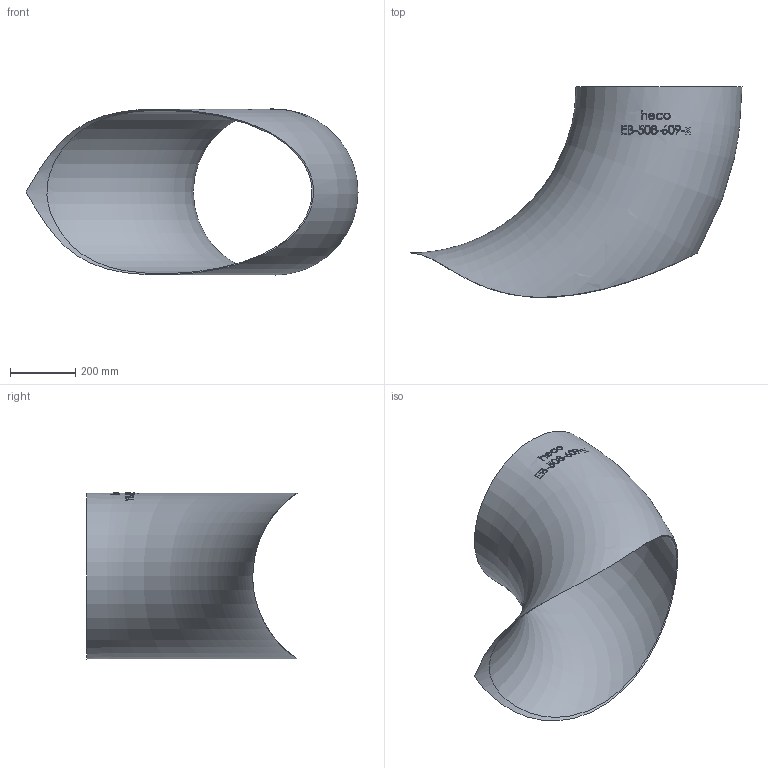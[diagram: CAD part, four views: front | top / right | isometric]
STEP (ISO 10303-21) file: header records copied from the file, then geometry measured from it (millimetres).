
FILE_DESCRIPTION (( 'STEP AP214' ), '1' );
FILE_NAME ('EB-508-609-x Einschweißbogen 1901.STEP', '2019-01-17T14:30:15', ( '' ), ( '' ), 'SwSTEP 2.0', 'SolidWorks 2016', '' );
FILE_SCHEMA (( 'AUTOMOTIVE_DESIGN' ));
Length unit declared in the file: millimetre
Products named in the file (1): EB-508-609-x Einschweißbogen 1901
Bounding box: 1016 x 644.32 x 508.01 mm (x, y, z)
Volume: 4410622.7 mm3; surface area: 2237038.3 mm2
Topology: 1 solids, 1 shells, 206 faces, 542 edges, 362 vertices
Faces by surface type: bspline 105, plane 71, torus 29, cylinder 1
Entity records: 13437 total; most frequent: CARTESIAN_POINT 7289, ORIENTED_EDGE 1058, EDGE_CURVE 529, DIRECTION 381, VERTEX_POINT 354, B_SPLINE_CURVE_WITH_KNOTS 352, EDGE_LOOP 235, FACE_OUTER_BOUND 207
